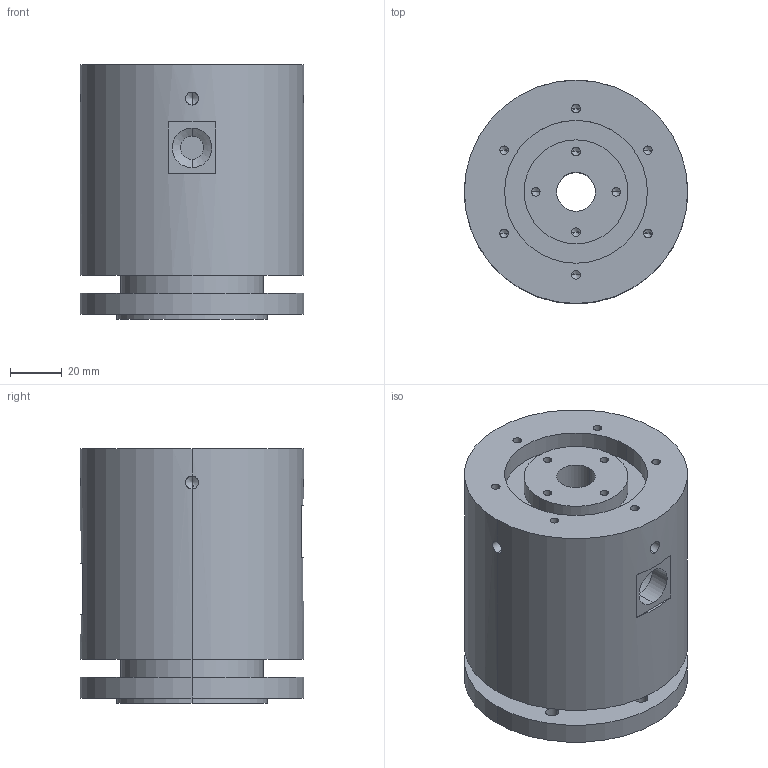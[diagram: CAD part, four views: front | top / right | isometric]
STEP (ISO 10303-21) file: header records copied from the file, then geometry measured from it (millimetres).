
FILE_DESCRIPTION (( 'STEP AP203' ), '1' );
FILE_NAME ('GJ2015-04.STEP', '2020-07-10T03:23:31', ( '微软用户' ), ( '微软中国' ), 'SwSTEP 2.0', 'SolidWorks 2014', '' );
FILE_SCHEMA (( 'CONFIG_CONTROL_DESIGN' ));
Length unit declared in the file: millimetre
Products named in the file (1): GJ2015-04
Bounding box: 86 x 86 x 98 mm (x, y, z)
Volume: 499596.9 mm3; surface area: 55378.6 mm2
Topology: 1 solids, 1 shells, 123 faces, 292 edges, 166 vertices
Faces by surface type: cylinder 70, cone 36, plane 17
Entity records: 3815 total; most frequent: CARTESIAN_POINT 946, DIRECTION 628, ORIENTED_EDGE 528, EDGE_CURVE 264, AXIS2_PLACEMENT_3D 256, VERTEX_POINT 166, EDGE_LOOP 160, CIRCLE 132
